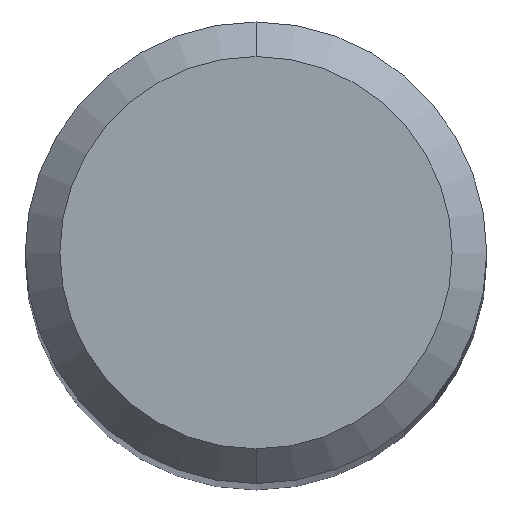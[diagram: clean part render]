
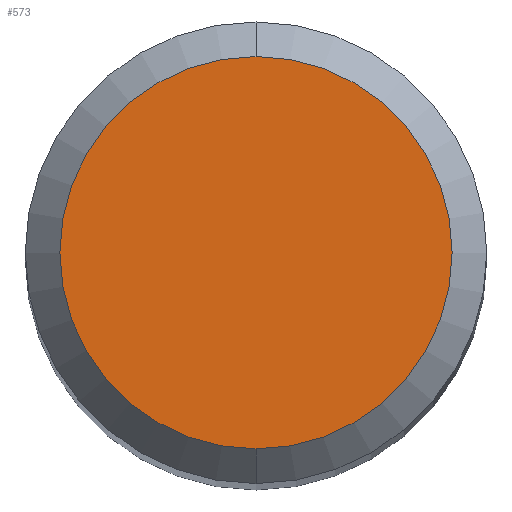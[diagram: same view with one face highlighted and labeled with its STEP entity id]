
A CAD part, top view. The second image highlights one B-rep face of the part: STEP entity #573.
In plain terms, the highlighted planar face has unit normal (0, 0, 1).
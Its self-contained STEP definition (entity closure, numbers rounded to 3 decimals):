
#573=ADVANCED_FACE('',(#1436),#1437,.T.);
#849=VERTEX_POINT('',#1736);
#853=VERTEX_POINT('',#1740);
#1169=EDGE_CURVE('',#853,#849,#2083,.T.);
#1223=EDGE_CURVE('',#849,#853,#2143,.T.);
#1436=FACE_OUTER_BOUND('',#2714,.T.);
#1437=PLANE('',#2715);
#1736=CARTESIAN_POINT('',(0.0,1.7,0.0));
#1740=CARTESIAN_POINT('',(0.,-1.7,0.0));
#2083=CIRCLE('',#5618,1.7);
#2143=CIRCLE('',#5823,1.7);
#2714=EDGE_LOOP('',(#6377,#6378));
#2715=AXIS2_PLACEMENT_3D('',#6379,#6380,#6381);
#5618=AXIS2_PLACEMENT_3D('',#7031,#7032,#7033);
#5823=AXIS2_PLACEMENT_3D('',#7110,#7111,#7112);
#6377=ORIENTED_EDGE('',*,*,#1223,.F.);
#6378=ORIENTED_EDGE('',*,*,#1169,.F.);
#6379=CARTESIAN_POINT('',(0.0,0.85,0.0));
#6380=DIRECTION('',(-0.0,0.0,1.0));
#6381=DIRECTION('',(0.0,-1.0,0.0));
#7031=CARTESIAN_POINT('',(0.0,0.0,0.0));
#7032=DIRECTION('',(0.0,0.0,-1.0));
#7033=DIRECTION('',(0.0,1.0,0.0));
#7110=CARTESIAN_POINT('',(0.0,0.0,0.0));
#7111=DIRECTION('',(0.0,0.0,-1.0));
#7112=DIRECTION('',(0.0,1.0,0.0));
